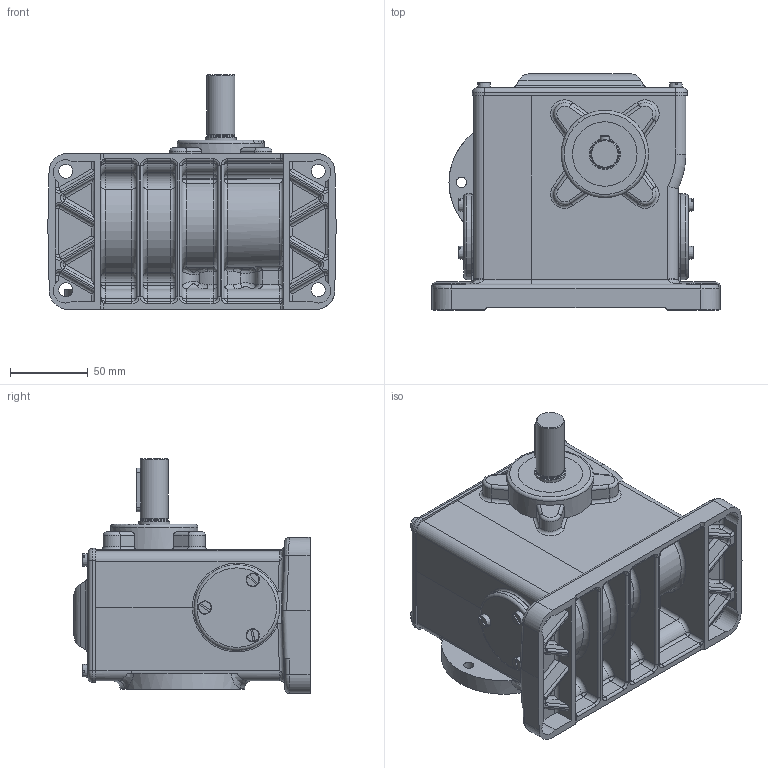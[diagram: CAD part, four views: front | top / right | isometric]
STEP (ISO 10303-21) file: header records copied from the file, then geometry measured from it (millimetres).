
FILE_DESCRIPTION (( 'STEP AP214' ), '1' );
FILE_NAME ('Getriebe_Gear Z8.STEP', '2018-12-06T09:42:04', ( 'hhelten' ), ( 'Microsoft' ), 'SwSTEP 2.0', 'SolidWorks 2017', '' );
FILE_SCHEMA (( 'AUTOMOTIVE_DESIGN' ));
Length unit declared in the file: millimetre
Products named in the file (1): Getriebe_Gear Z8
Bounding box: 185 x 151.5 x 150.5 mm (x, y, z)
Volume: 1542767.1 mm3; surface area: 150028.6 mm2
Topology: 1 solids, 2 shells, 719 faces, 1760 edges, 1023 vertices
Faces by surface type: cylinder 294, plane 217, torus 108, bspline 49, sphere 36, cone 15
Full cylindrical faces by diameter (mm): 6.6 x4, 9 x4, 17.7 x1, 18 x1, 20 x1, 39 x1, 55 x2, 56 x1, 80 x1
Entity records: 24957 total; most frequent: CARTESIAN_POINT 8095, DIRECTION 3370, ORIENTED_EDGE 3294, EDGE_CURVE 1647, AXIS2_PLACEMENT_3D 1337, VERTEX_POINT 995, EDGE_LOOP 792, FACE_OUTER_BOUND 739
